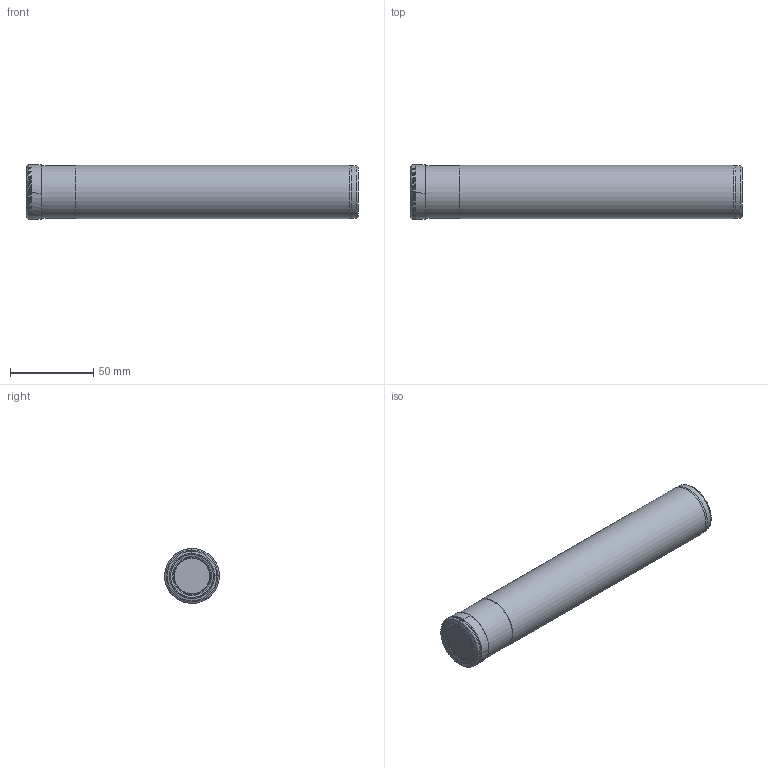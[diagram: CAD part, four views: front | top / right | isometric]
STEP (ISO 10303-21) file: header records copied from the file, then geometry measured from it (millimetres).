
FILE_DESCRIPTION(/* description */ (''),/* implementation_level */ '2;1');
FILE_NAME(/* name */ 'AHFM-YP1003-D33-C32-L200-Z04-F.stp',/* time_stamp */ '2023-10-31T16:56:19+03:00',/* author */ (''),/* organization */ (''),/* preprocessor_version */ 'ST-DEVELOPER v19.4',/* originating_system */ 'SIEMENS PLM Software NX2306.5001',/* authorisation */ '');
FILE_SCHEMA (('AUTOMOTIVE_DESIGN { 1 0 10303 214 3 1 1 1 }'));
Length unit declared in the file: millimetre
Products named in the file (1): AHFM-YP1003-D33-C32-L200-Z04-F-LIGHT_x_t_objects
Bounding box: 200 x 33 x 33 mm (x, y, z)
Volume: 164271.1 mm3; surface area: 23907.3 mm2
Topology: 2 solids, 2 shells, 61 faces, 119 edges, 60 vertices
Faces by surface type: bspline 48, cylinder 3, cone 3, revolution 3, torus 2, plane 2
Full cylindrical faces by diameter (mm): 31.5 x1, 31.8 x1, 32 x1
Entity records: 2062 total; most frequent: CARTESIAN_POINT 968, ORIENTED_EDGE 216, DIRECTION 213, EDGE_CURVE 108, AXIS2_PLACEMENT_3D 91, EDGE_LOOP 72, ADVANCED_FACE 61, VERTEX_POINT 60
